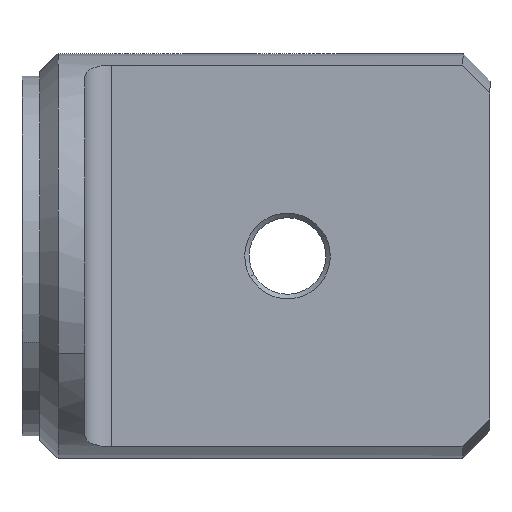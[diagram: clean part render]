
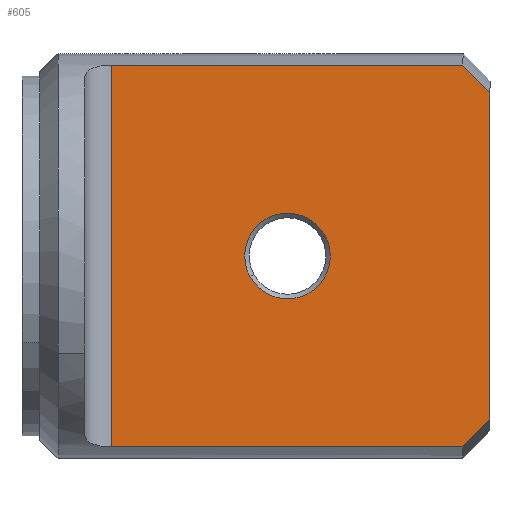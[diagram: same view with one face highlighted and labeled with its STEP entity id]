
A CAD part, front view. The second image highlights one B-rep face of the part: STEP entity #605.
In plain terms, the highlighted planar face has unit normal (0, -1, 0).
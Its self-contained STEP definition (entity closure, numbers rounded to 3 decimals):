
#93=CARTESIAN_POINT('Vertex',(47.,-7.5,-21.213)) ;
#96=CARTESIAN_POINT('Line Origine',(25.,-7.5,-21.213)) ;
#100=CARTESIAN_POINT('Vertex',(8.,-7.5,-21.213)) ;
#151=CARTESIAN_POINT('Control Point',(50.,-7.5,18.)) ;
#152=CARTESIAN_POINT('Control Point',(49.073,-7.5,19.005)) ;
#153=CARTESIAN_POINT('Control Point',(48.068,-7.5,20.081)) ;
#154=CARTESIAN_POINT('Control Point',(47.,-7.5,21.213)) ;
#155=CARTESIAN_POINT('Vertex',(50.,-7.5,18.)) ;
#157=CARTESIAN_POINT('Vertex',(47.,-7.5,21.213)) ;
#394=CARTESIAN_POINT('Line Origine',(8.,-7.5,0.)) ;
#398=CARTESIAN_POINT('Vertex',(8.,-7.5,21.213)) ;
#416=CARTESIAN_POINT('Line Origine',(25.,-7.5,21.213)) ;
#448=CARTESIAN_POINT('Vertex',(50.,-7.5,-18.)) ;
#458=CARTESIAN_POINT('Line Origine',(50.,-7.5,0.)) ;
#476=CARTESIAN_POINT('Control Point',(50.,-7.5,-18.)) ;
#477=CARTESIAN_POINT('Control Point',(49.073,-7.5,-19.005)) ;
#478=CARTESIAN_POINT('Control Point',(48.068,-7.5,-20.081)) ;
#479=CARTESIAN_POINT('Control Point',(47.,-7.5,-21.213)) ;
#574=CARTESIAN_POINT('Axis2P3D Location',(144.301,-7.5,0.)) ;
#587=CARTESIAN_POINT('Axis2P3D Location',(27.5,-7.5,0.)) ;
#591=CARTESIAN_POINT('Vertex',(31.669,-7.5,2.277)) ;
#593=CARTESIAN_POINT('Vertex',(23.331,-7.5,-2.277)) ;
#596=CARTESIAN_POINT('Axis2P3D Location',(27.5,-7.5,0.)) ;
#97=DIRECTION('Vector Direction',(1.,0.,0.)) ;
#395=DIRECTION('Vector Direction',(0.,0.,-1.)) ;
#417=DIRECTION('Vector Direction',(1.,0.,0.)) ;
#459=DIRECTION('Vector Direction',(0.,0.,-1.)) ;
#575=DIRECTION('Axis2P3D Direction',(0.,-1.,0.)) ;
#576=DIRECTION('Axis2P3D XDirection',(-1.,-0.,0.)) ;
#588=DIRECTION('Axis2P3D Direction',(0.,-1.,0.)) ;
#597=DIRECTION('Axis2P3D Direction',(0.,-1.,0.)) ;
#577=AXIS2_PLACEMENT_3D('Plane Axis2P3D',#574,#575,#576) ;
#589=AXIS2_PLACEMENT_3D('Circle Axis2P3D',#587,#588,$) ;
#598=AXIS2_PLACEMENT_3D('Circle Axis2P3D',#596,#597,$) ;
#580=ORIENTED_EDGE('',*,*,#102,.T.) ;
#581=ORIENTED_EDGE('',*,*,#480,.F.) ;
#582=ORIENTED_EDGE('',*,*,#462,.F.) ;
#583=ORIENTED_EDGE('',*,*,#159,.T.) ;
#584=ORIENTED_EDGE('',*,*,#420,.F.) ;
#585=ORIENTED_EDGE('',*,*,#400,.F.) ;
#602=ORIENTED_EDGE('',*,*,#595,.F.) ;
#603=ORIENTED_EDGE('',*,*,#600,.F.) ;
#604=FACE_BOUND('',#601,.T.) ;
#98=VECTOR('Line Direction',#97,1.) ;
#396=VECTOR('Line Direction',#395,1.) ;
#418=VECTOR('Line Direction',#417,1.) ;
#460=VECTOR('Line Direction',#459,1.) ;
#605=ADVANCED_FACE('Hauptk\X2\00F6\X0\rper',(#586,#604),#578,.T.) ;
#150=B_SPLINE_CURVE_WITH_KNOTS('',3,(#151,#152,#153,#154),.UNSPECIFIED.,.F.,.U.,(4,4),(0.,8.225),.UNSPECIFIED.) ;
#475=B_SPLINE_CURVE_WITH_KNOTS('',3,(#476,#477,#478,#479),.UNSPECIFIED.,.F.,.U.,(4,4),(0.,8.225),.UNSPECIFIED.) ;
#590=CIRCLE('generated circle',#589,4.75) ;
#599=CIRCLE('generated circle',#598,4.75) ;
#102=EDGE_CURVE('',#101,#94,#99,.T.) ;
#159=EDGE_CURVE('',#156,#158,#150,.T.) ;
#400=EDGE_CURVE('',#101,#399,#397,.F.) ;
#420=EDGE_CURVE('',#399,#158,#419,.T.) ;
#462=EDGE_CURVE('',#156,#449,#461,.T.) ;
#480=EDGE_CURVE('',#449,#94,#475,.T.) ;
#595=EDGE_CURVE('',#592,#594,#590,.T.) ;
#600=EDGE_CURVE('',#594,#592,#599,.T.) ;
#579=EDGE_LOOP('',(#580,#581,#582,#583,#584,#585)) ;
#601=EDGE_LOOP('',(#602,#603)) ;
#586=FACE_OUTER_BOUND('',#579,.T.) ;
#99=LINE('Line',#96,#98) ;
#397=LINE('Line',#394,#396) ;
#419=LINE('Line',#416,#418) ;
#461=LINE('Line',#458,#460) ;
#578=PLANE('',#577) ;
#94=VERTEX_POINT('',#93) ;
#101=VERTEX_POINT('',#100) ;
#156=VERTEX_POINT('',#155) ;
#158=VERTEX_POINT('',#157) ;
#399=VERTEX_POINT('',#398) ;
#449=VERTEX_POINT('',#448) ;
#592=VERTEX_POINT('',#591) ;
#594=VERTEX_POINT('',#593) ;
